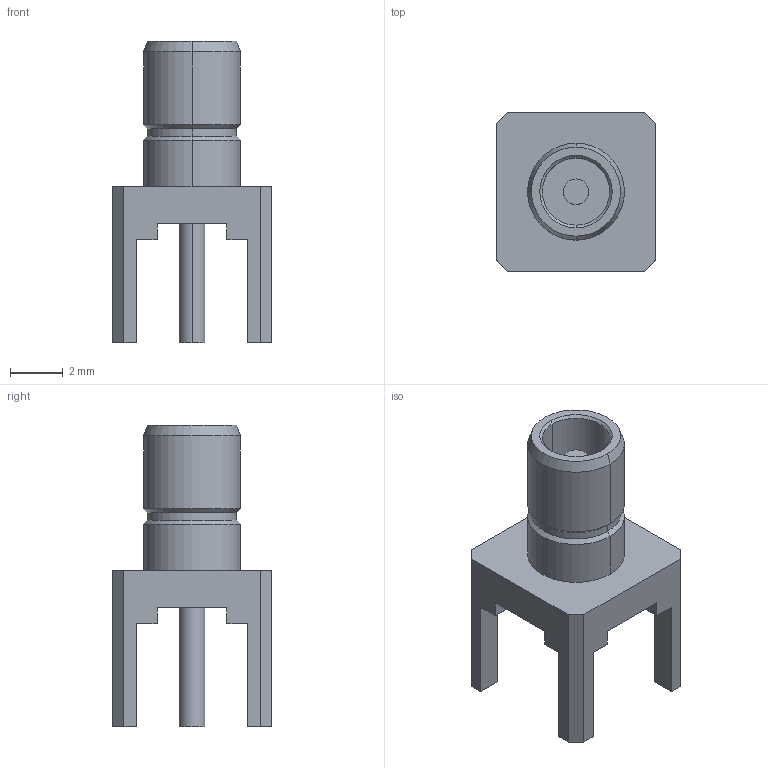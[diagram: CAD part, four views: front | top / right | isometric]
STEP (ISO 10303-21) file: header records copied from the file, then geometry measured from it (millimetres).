
FILE_DESCRIPTION((''),'2;1');
FILE_NAME('C-CONSMB001-G','2024-02-21T01:28:29',('workeradm'),('TE Connectivity Ltd.'),'CREO PARAMETRIC BY PTC INC, 2021072','CREO PARAMETRIC BY PTC INC, 2021072','');
FILE_SCHEMA(('AUTOMOTIVE_DESIGN { 1 0 10303 214 1 1 1 1 }'));
Length unit declared in the file: millimetre
Products named in the file (1): C-CONSMB001-G
Bounding box: 6 x 6 x 11.4 mm (x, y, z)
Volume: 103.4 mm3; surface area: 305.1 mm2
Topology: 1 solids, 1 shells, 58 faces, 148 edges, 96 vertices
Faces by surface type: plane 38, cylinder 12, cone 8
Entity records: 1914 total; most frequent: CARTESIAN_POINT 304, ORIENTED_EDGE 296, DIRECTION 294, EDGE_CURVE 148, COLOUR_RGB 126, VECTOR 118, LINE 118, VERTEX_POINT 96
